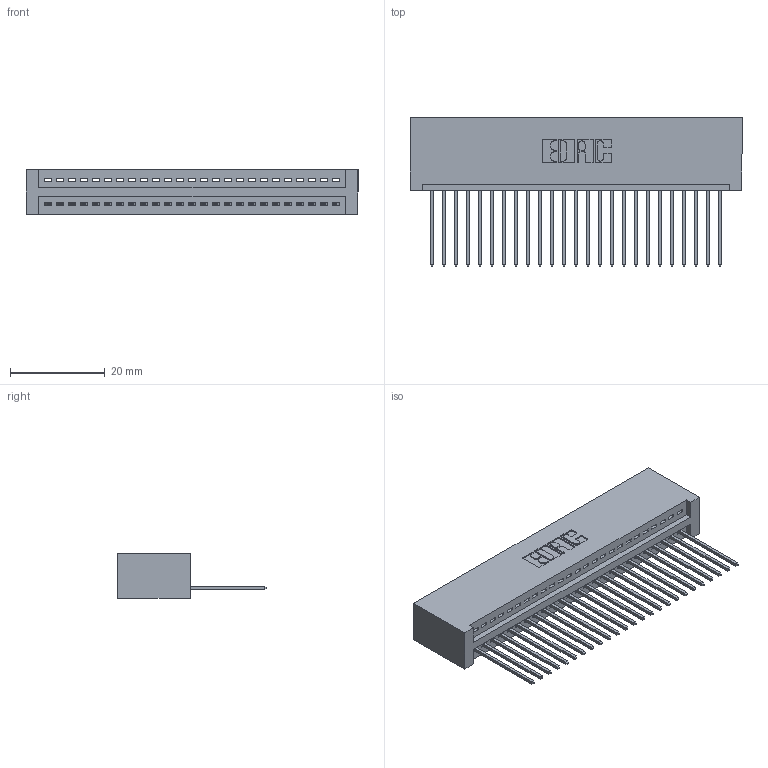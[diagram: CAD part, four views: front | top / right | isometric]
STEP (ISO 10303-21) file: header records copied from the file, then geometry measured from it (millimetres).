
FILE_DESCRIPTION (( 'STEP AP203' ), '1' );
FILE_NAME ('345-025-542-101.STEP', '2019-10-05T07:17:19', ( '' ), ( '' ), 'SwSTEP 2.0', 'SolidWorks 2016', '' );
FILE_SCHEMA (( 'CONFIG_CONTROL_DESIGN' ));
Length unit declared in the file: inch
Products named in the file (3): 345-025-542-101; 345-292-001_345-293-142; 345 Part_No Mounting Lugs
Assembly tree (26 placements, depth 2):
  345-025-542-101
    345 Part_No Mounting Lugs
    345-292-001_345-293-142  x25
Bounding box: 70.1 x 31.29 x 9.4 mm (x, y, z)
Volume: 7159.3 mm3; surface area: 9824.9 mm2
Topology: 26 solids, 26 shells, 1568 faces, 4717 edges, 3110 vertices
Faces by surface type: plane 1076, cylinder 492
Entity records: 20845 total; most frequent: CARTESIAN_POINT 3619, ORIENTED_EDGE 3578, DIRECTION 3179, EDGE_CURVE 1789, LINE 1565, VECTOR 1565, VERTEX_POINT 1190, AXIS2_PLACEMENT_3D 807
